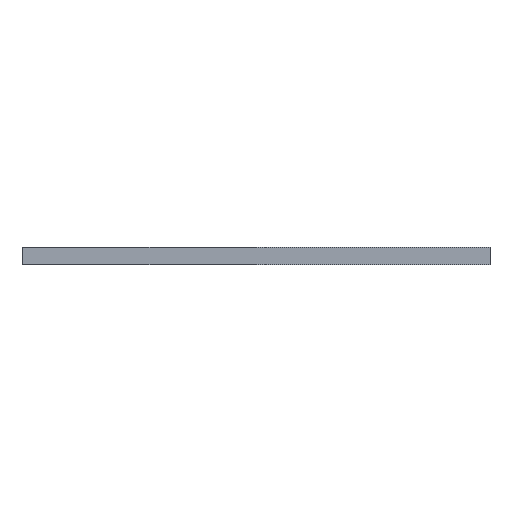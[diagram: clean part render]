
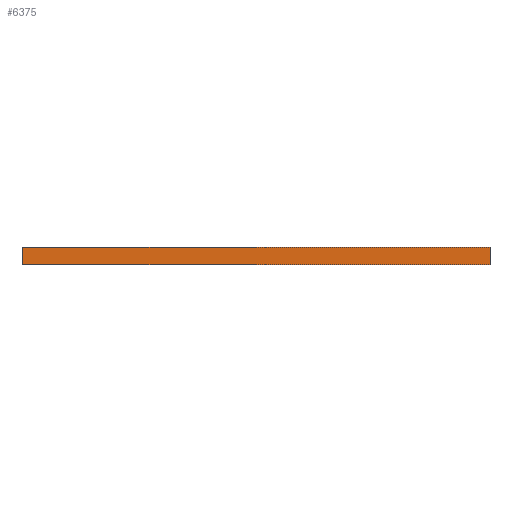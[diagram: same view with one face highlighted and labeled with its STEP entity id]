
A CAD part, left-side view. The second image highlights one B-rep face of the part: STEP entity #6375.
In plain terms, the highlighted planar face has unit normal (-1, 0, 0).
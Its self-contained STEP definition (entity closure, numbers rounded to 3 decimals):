
#173 = CARTESIAN_POINT ( 'NONE',  ( -22.4, -22.875, -0.85 ) ) ;
#450 = CARTESIAN_POINT ( 'NONE',  ( -22.4, -22.875, 0.85 ) ) ;
#614 = VECTOR ( 'NONE', #1902, 1000. ) ;
#620 = VERTEX_POINT ( 'NONE', #2838 ) ;
#857 = EDGE_CURVE ( 'NONE', #1256, #3327, #1347, .T. ) ;
#958 = VERTEX_POINT ( 'NONE', #4220 ) ;
#986 = DIRECTION ( 'NONE',  ( 0., 0., 1. ) ) ;
#1256 = VERTEX_POINT ( 'NONE', #4362 ) ;
#1347 = LINE ( 'NONE', #5653, #5177 ) ;
#1684 = LINE ( 'NONE', #4535, #614 ) ;
#1902 = DIRECTION ( 'NONE',  ( 0., 1., 0. ) ) ;
#2348 = EDGE_CURVE ( 'NONE', #620, #3327, #6689, .T. ) ;
#2565 = VECTOR ( 'NONE', #6395, 1000. ) ;
#2745 = CARTESIAN_POINT ( 'NONE',  ( -22.4, -22.875, 0.85 ) ) ;
#2838 = CARTESIAN_POINT ( 'NONE',  ( -22.4, -22.875, -0.85 ) ) ;
#2971 = LINE ( 'NONE', #2745, #2565 ) ;
#2991 = EDGE_LOOP ( 'NONE', ( #3644, #6463, #5434, #5218 ) ) ;
#3061 = DIRECTION ( 'NONE',  ( 0., 0., -1. ) ) ;
#3327 = VERTEX_POINT ( 'NONE', #5292 ) ;
#3435 = VECTOR ( 'NONE', #6455, 1000. ) ;
#3644 = ORIENTED_EDGE ( 'NONE', *, *, #2348, .F. ) ;
#4111 = DIRECTION ( 'NONE',  ( -1., 0., 0. ) ) ;
#4220 = CARTESIAN_POINT ( 'NONE',  ( -22.4, -22.875, 0.85 ) ) ;
#4362 = CARTESIAN_POINT ( 'NONE',  ( -22.4, 22.875, 0.85 ) ) ;
#4535 = CARTESIAN_POINT ( 'NONE',  ( -22.4, -22.875, 0.85 ) ) ;
#5177 = VECTOR ( 'NONE', #3061, 1000. ) ;
#5218 = ORIENTED_EDGE ( 'NONE', *, *, #857, .T. ) ;
#5292 = CARTESIAN_POINT ( 'NONE',  ( -22.4, 22.875, -0.85 ) ) ;
#5434 = ORIENTED_EDGE ( 'NONE', *, *, #6238, .T. ) ;
#5592 = AXIS2_PLACEMENT_3D ( 'NONE', #450, #4111, #986 ) ;
#5653 = CARTESIAN_POINT ( 'NONE',  ( -22.4, 22.875, 0.85 ) ) ;
#6238 = EDGE_CURVE ( 'NONE', #958, #1256, #1684, .T. ) ;
#6261 = FACE_OUTER_BOUND ( 'NONE', #2991, .T. ) ;
#6375 = ADVANCED_FACE ( 'NONE', ( #6261 ), #6633, .T. ) ;
#6395 = DIRECTION ( 'NONE',  ( 0., 0., -1. ) ) ;
#6455 = DIRECTION ( 'NONE',  ( 0., 1., 0. ) ) ;
#6463 = ORIENTED_EDGE ( 'NONE', *, *, #6615, .F. ) ;
#6615 = EDGE_CURVE ( 'NONE', #958, #620, #2971, .T. ) ;
#6633 = PLANE ( 'NONE',  #5592 ) ;
#6689 = LINE ( 'NONE', #173, #3435 ) ;
